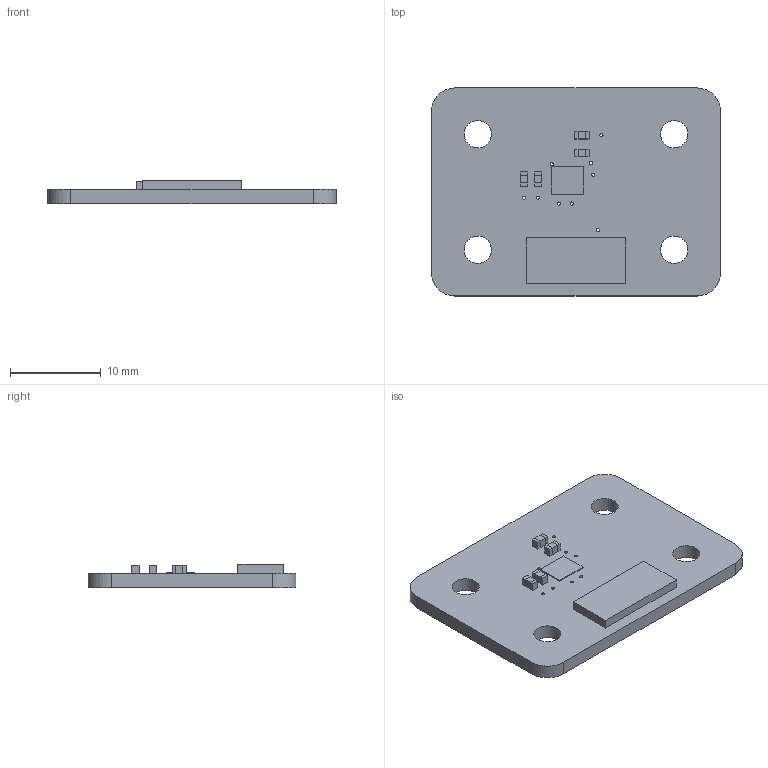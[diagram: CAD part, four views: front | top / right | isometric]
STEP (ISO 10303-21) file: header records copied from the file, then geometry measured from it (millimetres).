
FILE_DESCRIPTION(/* description */ (''),/* implementation_level */ '2;1');
FILE_NAME(/* name */ 'lis100 v1.step',/* time_stamp */ '2021-09-02T13:52:29-04:00',/* author */ (''),/* organization */ (''),/* preprocessor_version */ 'ST-DEVELOPER v18.1',/* originating_system */ 'Autodesk Translation Framework v10.10.0.1391',/* authorisation */ '');
FILE_SCHEMA (('AUTOMOTIVE_DESIGN { 1 0 10303 214 3 1 1 }'));
Length unit declared in the file: millimetre
Products named in the file (7): lis100; PCB Component; Board; 53398-0410; H3LIS100DL; MOUNT-PAD-ROUND3.0; 1uF
Assembly tree (12 placements, depth 3):
  lis100
    PCB Component
      Board
      53398-0410
      H3LIS100DL
      MOUNT-PAD-ROUND3.0  x4
      1uF  x4
Bounding box: 31.75 x 22.86 x 2.57 mm (x, y, z)
Volume: 1146.1 mm3; surface area: 1814.9 mm2
Topology: 7 solids, 7 shells, 91 faces, 231 edges, 154 vertices
Faces by surface type: plane 74, cylinder 17
Full cylindrical faces by diameter (mm): 0.35 x9, 3 x4
Entity records: 1847 total; most frequent: DIRECTION 293, CARTESIAN_POINT 273, ORIENTED_EDGE 246, EDGE_CURVE 123, AXIS2_PLACEMENT_3D 102, LINE 89, VECTOR 89, VERTEX_POINT 82
